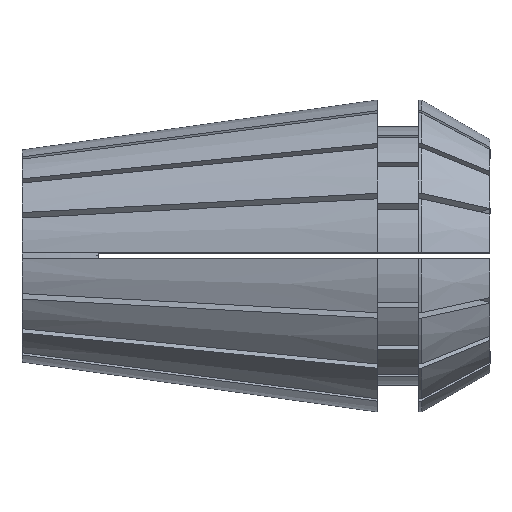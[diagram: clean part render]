
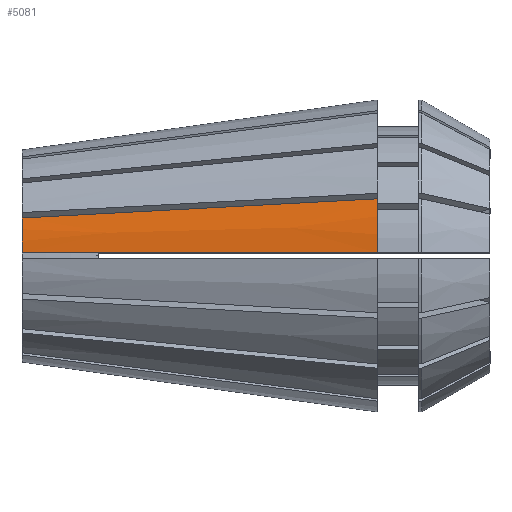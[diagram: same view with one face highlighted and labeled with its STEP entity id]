
A CAD part, top view. The second image highlights one B-rep face of the part: STEP entity #5081.
In plain terms, the highlighted conical face has half-angle 8 degrees and reference radius 10.5 mm.
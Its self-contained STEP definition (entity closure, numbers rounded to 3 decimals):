
#192 = AXIS2_PLACEMENT_3D ( 'NONE', #2514, #390, #1999 ) ;
#278 = CARTESIAN_POINT ( 'NONE',  ( 16.244, 3.421, 8.782 ) ) ;
#297 = CARTESIAN_POINT ( 'NONE',  ( 11.821, 0.2, 8.801 ) ) ;
#354 = CONICAL_SURFACE ( 'NONE', #192, 10.5, 0.14 ) ;
#390 = DIRECTION ( 'NONE',  ( 1., 0., 0. ) ) ;
#520 = DIRECTION ( 'NONE',  ( -1., 0., 0. ) ) ;
#530 = FACE_OUTER_BOUND ( 'NONE', #6529, .T. ) ;
#776 = CIRCLE ( 'NONE', #2365, 7.141 ) ;
#834 = CARTESIAN_POINT ( 'NONE',  ( 3.048, 0.2, 7.567 ) ) ;
#993 = CARTESIAN_POINT ( 'NONE',  ( 0., 0.2, 7.139 ) ) ;
#1048 = CIRCLE ( 'NONE', #6451, 10.5 ) ;
#1342 = ORIENTED_EDGE ( 'NONE', *, *, #1986, .F. ) ;
#1343 = CARTESIAN_POINT ( 'NONE',  ( 23.9, 3.833, 9.776 ) ) ;
#1392 = CARTESIAN_POINT ( 'NONE',  ( 1.016, 0.2, 7.281 ) ) ;
#1449 = CARTESIAN_POINT ( 'NONE',  ( 23.9, 3.833, 9.776 ) ) ;
#1821 = CARTESIAN_POINT ( 'NONE',  ( 23.9, 0.2, 10.498 ) ) ;
#1907 = CARTESIAN_POINT ( 'NONE',  ( 21.336, 0.2, 10.138 ) ) ;
#1986 = EDGE_CURVE ( 'NONE', #6149, #4665, #6163, .T. ) ;
#1999 = DIRECTION ( 'NONE',  ( 0., 0., -1. ) ) ;
#2060 = B_SPLINE_CURVE_WITH_KNOTS ( 'NONE', 3,
 ( #5572, #1907, #6625, #3487, #297, #4011, #834, #4542, #1392, #5068 ),
 .UNSPECIFIED., .F., .F.,
 ( 4, 3, 3, 4 ),
 ( 0.044, 0.052, 0.065, 0.068 ),
 .UNSPECIFIED. ) ;
#2144 = CARTESIAN_POINT ( 'NONE',  ( 23.9, 0., 0. ) ) ;
#2365 = AXIS2_PLACEMENT_3D ( 'NONE', #3749, #520, #4240 ) ;
#2411 = ORIENTED_EDGE ( 'NONE', *, *, #5462, .F. ) ;
#2514 = CARTESIAN_POINT ( 'NONE',  ( 23.9, 0., 0. ) ) ;
#2539 = CARTESIAN_POINT ( 'NONE',  ( 4.139, 2.77, 7.209 ) ) ;
#2673 = DIRECTION ( 'NONE',  ( 0., 0., 1. ) ) ;
#2947 = CARTESIAN_POINT ( 'NONE',  ( 12.416, 3.215, 8.284 ) ) ;
#3487 = CARTESIAN_POINT ( 'NONE',  ( 16.208, 0.2, 9.417 ) ) ;
#3749 = CARTESIAN_POINT ( 'NONE',  ( 0., 0., 0. ) ) ;
#4011 = CARTESIAN_POINT ( 'NONE',  ( 7.435, 0.2, 8.184 ) ) ;
#4240 = DIRECTION ( 'NONE',  ( 0., 0., 1. ) ) ;
#4542 = CARTESIAN_POINT ( 'NONE',  ( 2.032, 0.2, 7.424 ) ) ;
#4665 = VERTEX_POINT ( 'NONE', #1449 ) ;
#5017 = ORIENTED_EDGE ( 'NONE', *, *, #6214, .F. ) ;
#5068 = CARTESIAN_POINT ( 'NONE',  ( 0., 0.2, 7.139 ) ) ;
#5081 = ADVANCED_FACE ( 'NONE', ( #530 ), #354, .T. ) ;
#5351 = ORIENTED_EDGE ( 'NONE', *, *, #6711, .T. ) ;
#5369 = VERTEX_POINT ( 'NONE', #1821 ) ;
#5462 = EDGE_CURVE ( 'NONE', #5369, #5904, #2060, .T. ) ;
#5572 = CARTESIAN_POINT ( 'NONE',  ( 23.9, 0.2, 10.498 ) ) ;
#5810 = DIRECTION ( 'NONE',  ( -1., 0., 0. ) ) ;
#5904 = VERTEX_POINT ( 'NONE', #993 ) ;
#5939 = CARTESIAN_POINT ( 'NONE',  ( 0., 2.547, 6.672 ) ) ;
#6051 = CARTESIAN_POINT ( 'NONE',  ( 8.277, 2.992, 7.747 ) ) ;
#6081 = CARTESIAN_POINT ( 'NONE',  ( 20.072, 3.627, 9.279 ) ) ;
#6149 = VERTEX_POINT ( 'NONE', #5939 ) ;
#6163 = B_SPLINE_CURVE_WITH_KNOTS ( 'NONE', 3,
 ( #6722, #2539, #6051, #2947, #278, #6081, #1343 ),
 .UNSPECIFIED., .F., .F.,
 ( 4, 3, 4 ),
 ( 0., 0.013, 0.024 ),
 .UNSPECIFIED. ) ;
#6214 = EDGE_CURVE ( 'NONE', #5904, #6149, #776, .T. ) ;
#6451 = AXIS2_PLACEMENT_3D ( 'NONE', #2144, #5810, #2673 ) ;
#6529 = EDGE_LOOP ( 'NONE', ( #1342, #5017, #2411, #5351 ) ) ;
#6625 = CARTESIAN_POINT ( 'NONE',  ( 18.772, 0.2, 9.778 ) ) ;
#6711 = EDGE_CURVE ( 'NONE', #5369, #4665, #1048, .T. ) ;
#6722 = CARTESIAN_POINT ( 'NONE',  ( 0., 2.547, 6.672 ) ) ;
